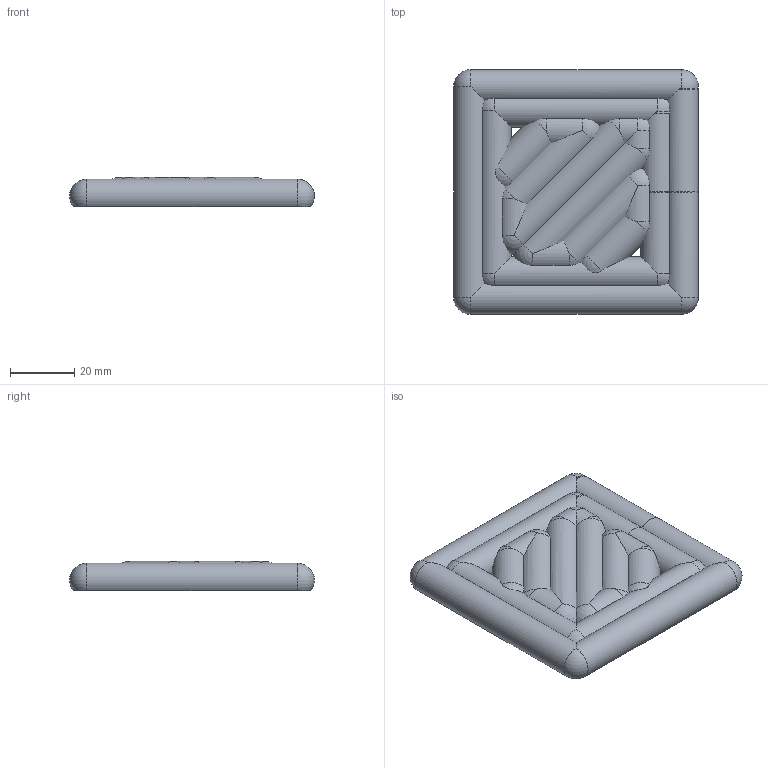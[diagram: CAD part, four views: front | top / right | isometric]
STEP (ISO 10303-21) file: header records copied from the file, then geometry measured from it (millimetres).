
FILE_DESCRIPTION(('Open CASCADE Model'),'2;1');
FILE_NAME('Open CASCADE Shape Model','2024-03-09T16:34:25',('Author'),( 'Open CASCADE'),'Open CASCADE STEP processor 7.7','Open CASCADE 7.7' ,'Unknown');
FILE_SCHEMA(('AUTOMOTIVE_DESIGN { 1 0 10303 214 1 1 1 1 }'));
Length unit declared in the file: millimetre
Products named in the file (1): Open CASCADE STEP translator 7.7 1
Bounding box: 76.24 x 76.23 x 9.1 mm (x, y, z)
Volume: 46098.9 mm3; surface area: 13742 mm2
Topology: 1 solids, 1 shells, 66 faces, 225 edges, 139 vertices
Faces by surface type: cylinder 34, sphere 31, plane 1
Entity records: 22407 total; most frequent: CARTESIAN_POINT 18978, DIRECTION 475, ORIENTED_EDGE 400, PCURVE 400, DEFINITIONAL_REPRESENTATION 400, B_SPLINE_CURVE_WITH_KNOTS 348, EDGE_CURVE 200, SURFACE_CURVE 200
